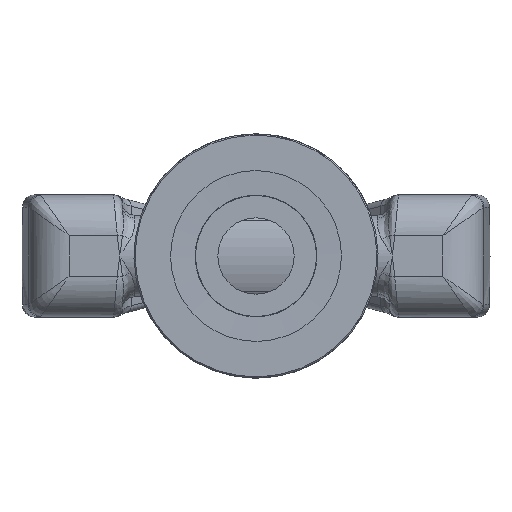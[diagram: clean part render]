
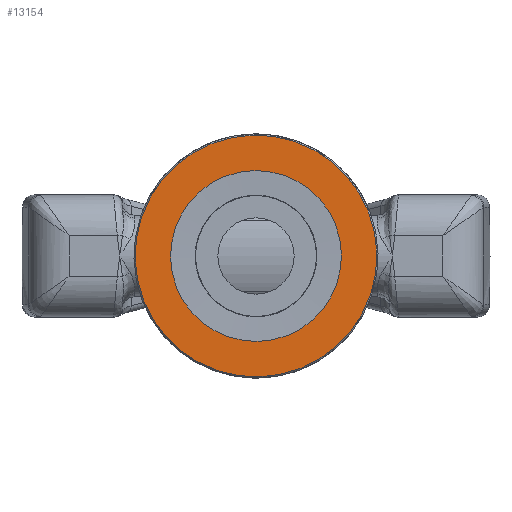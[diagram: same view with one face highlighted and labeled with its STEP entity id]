
A CAD part, front view. The second image highlights one B-rep face of the part: STEP entity #13154.
In plain terms, the highlighted face is planar.
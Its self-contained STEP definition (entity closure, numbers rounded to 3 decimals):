
#128=FACE_BOUND('',#3945,.T.);
#2483=PLANE('',#14119);
#3129=FACE_OUTER_BOUND('',#3944,.T.);
#3944=EDGE_LOOP('',(#11151));
#3945=EDGE_LOOP('',(#11152));
#4471=CIRCLE('',#14116,29.7);
#4473=CIRCLE('',#14120,21.);
#6107=VERTEX_POINT('',#40288);
#6109=VERTEX_POINT('',#40294);
#7877=EDGE_CURVE('',#6107,#6107,#4471,.T.);
#7879=EDGE_CURVE('',#6109,#6109,#4473,.T.);
#11151=ORIENTED_EDGE('',*,*,#7877,.F.);
#11152=ORIENTED_EDGE('',*,*,#7879,.F.);
#13154=ADVANCED_FACE('',(#3129,#128),#2483,.F.);
#14116=AXIS2_PLACEMENT_3D('',#40289,#16134,#16135);
#14119=AXIS2_PLACEMENT_3D('',#40293,#16140,#16141);
#14120=AXIS2_PLACEMENT_3D('',#40295,#16142,#16143);
#16134=DIRECTION('center_axis',(0.,0.,1.));
#16135=DIRECTION('ref_axis',(-1.,0.,0.));
#16140=DIRECTION('center_axis',(0.,0.,1.));
#16141=DIRECTION('ref_axis',(1.,0.,0.));
#16142=DIRECTION('center_axis',(0.,0.,-1.));
#16143=DIRECTION('ref_axis',(-1.,0.,0.));
#40288=CARTESIAN_POINT('',(29.7,0.,0.));
#40289=CARTESIAN_POINT('Origin',(0.,0.,0.));
#40293=CARTESIAN_POINT('Origin',(0.,0.,0.));
#40294=CARTESIAN_POINT('',(21.,0.,0.));
#40295=CARTESIAN_POINT('Origin',(0.,0.,0.));
